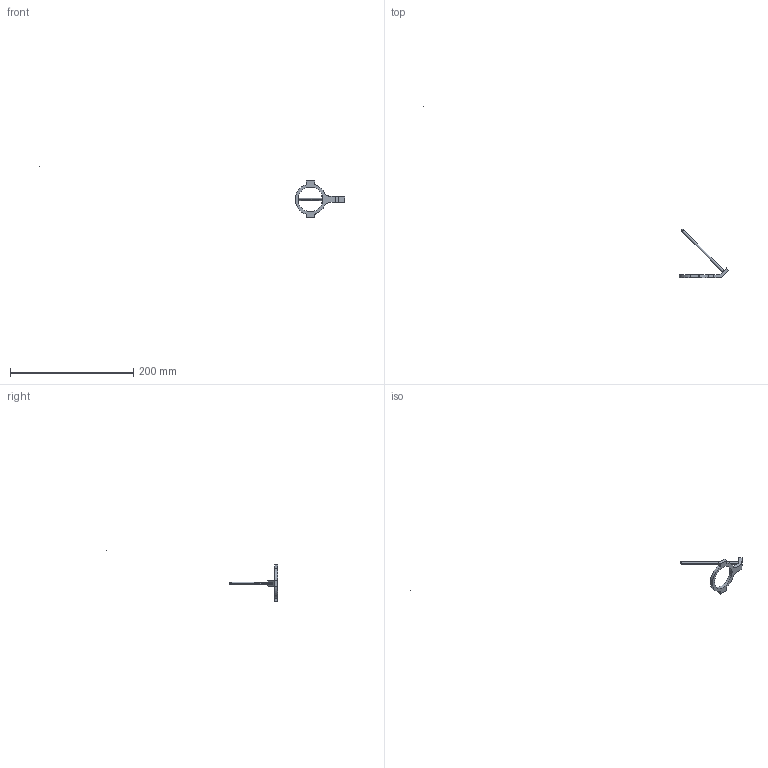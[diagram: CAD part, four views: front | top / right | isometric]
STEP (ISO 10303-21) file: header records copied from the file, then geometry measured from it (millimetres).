
FILE_DESCRIPTION (( 'STEP AP214' ), '1' );
FILE_NAME ('EndEffector.STEP', '2024-03-22T06:34:07', ( '' ), ( '' ), 'SwSTEP 2.0', 'SolidWorks 2022', '' );
FILE_SCHEMA (( 'AUTOMOTIVE_DESIGN' ));
Length unit declared in the file: millimetre
Products named in the file (1): EndEffector
Bounding box: 495.56 x 278.91 x 84 mm (x, y, z)
Surface area: 5509.3 mm2 (no closed solid volume)
Topology: 0 solids, 2 shells, 37 faces, 99 edges, 66 vertices
Faces by surface type: cylinder 19, plane 16, torus 2
Entity records: 1240 total; most frequent: CARTESIAN_POINT 237, DIRECTION 215, ORIENTED_EDGE 196, EDGE_CURVE 99, AXIS2_PLACEMENT_3D 80, VERTEX_POINT 66, VECTOR 55, LINE 55
